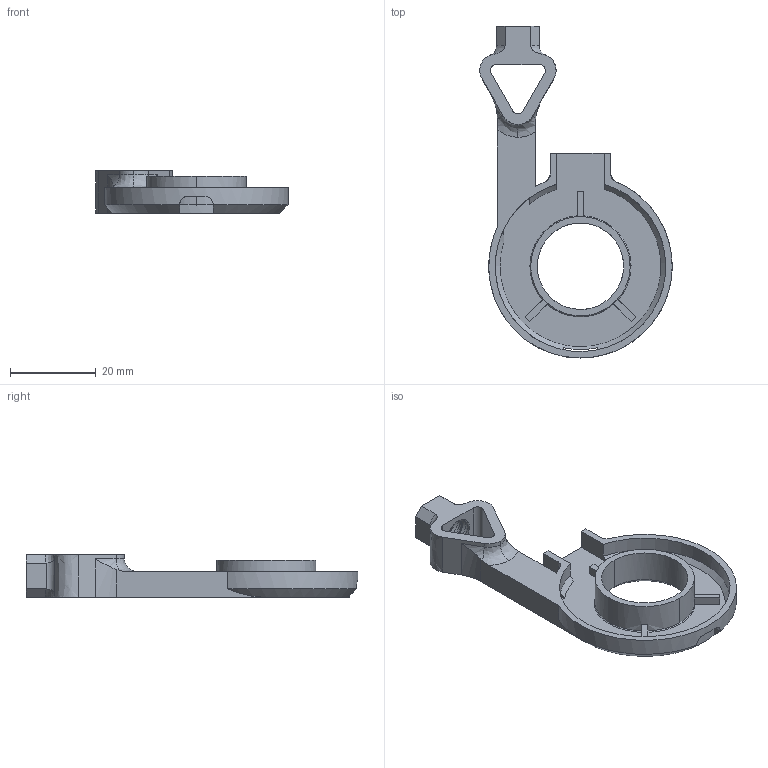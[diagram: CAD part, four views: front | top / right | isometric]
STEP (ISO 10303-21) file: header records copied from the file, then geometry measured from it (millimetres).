
FILE_DESCRIPTION(/* description */ (''),/* implementation_level */ '2;1');
FILE_NAME(/* name */ 'RGBRIN~1',/* time_stamp */ '2018-03-11T19:40:11+01:00',/* author */ (''),/* organization */ (''),/* preprocessor_version */ 'ST-DEVELOPER v15',/* originating_system */ '',/* authorisation */ '');
FILE_SCHEMA (('AUTOMOTIVE_DESIGN'));
Length unit declared in the file: millimetre
Products named in the file (1): Document
Bounding box: 44.92 x 77.48 x 10 mm (x, y, z)
Surface area: 6711.7 mm2 (no closed solid volume)
Topology: 0 solids, 1 shells, 103 faces, 307 edges, 196 vertices
Faces by surface type: bspline 61, plane 42
Entity records: 11108 total; most frequent: CARTESIAN_POINT 9305, ORIENTED_EDGE 595, EDGE_CURVE 307, B_SPLINE_CURVE_WITH_KNOTS 229, VERTEX_POINT 196, EDGE_LOOP 110, ADVANCED_FACE 103, FACE_OUTER_BOUND 103
